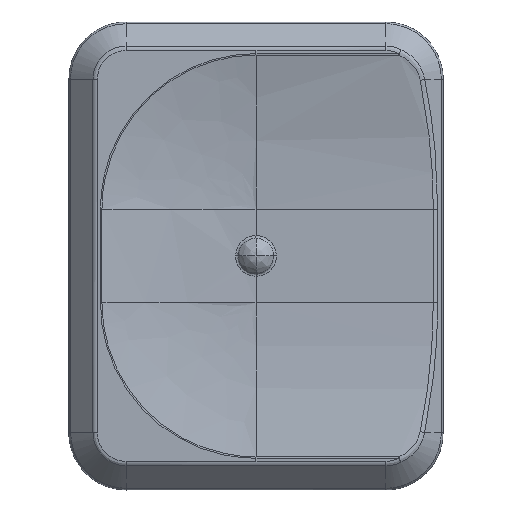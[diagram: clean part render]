
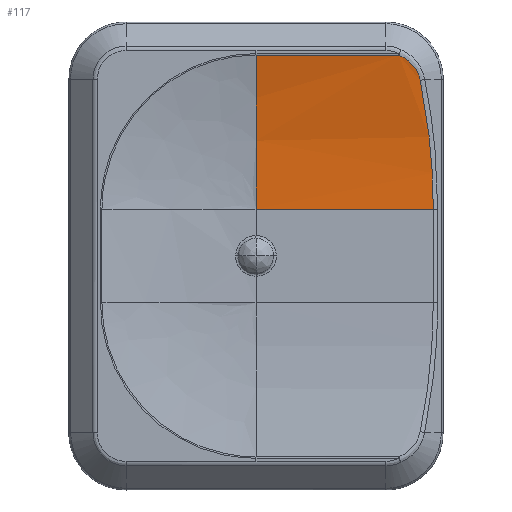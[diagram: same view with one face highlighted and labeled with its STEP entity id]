
A CAD part, top view. The second image highlights one B-rep face of the part: STEP entity #117.
In plain terms, the highlighted free-form (B-spline) face has degree [1, 2] with [2, 3] control points.
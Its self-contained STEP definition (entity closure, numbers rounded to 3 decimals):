
#117=ADVANCED_FACE('',(#225),#1567,.T.);
#225=FACE_OUTER_BOUND('',#336,.T.);
#336=EDGE_LOOP('',(#788,#789,#790,#791,#792));
#788=ORIENTED_EDGE('',*,*,#845,.F.);
#789=ORIENTED_EDGE('',*,*,#847,.F.);
#790=ORIENTED_EDGE('',*,*,#1060,.T.);
#791=ORIENTED_EDGE('',*,*,#944,.F.);
#792=ORIENTED_EDGE('',*,*,#1061,.T.);
#845=EDGE_CURVE('',#1333,#1328,#1215,.T.);
#847=EDGE_CURVE('',#1334,#1333,#1217,.T.);
#944=EDGE_CURVE('',#1412,#1410,#1248,.T.);
#1060=EDGE_CURVE('',#1334,#1410,#1317,.T.);
#1061=EDGE_CURVE('',#1412,#1328,#1318,.T.);
#1215=(
BOUNDED_CURVE()
B_SPLINE_CURVE(3,(#2754,#2755,#2756,#2757,#2758,#2759,#2760),
 .UNSPECIFIED.,.F.,.F.)
B_SPLINE_CURVE_WITH_KNOTS((4,3,4),(0.037,2.19,
6.37),.UNSPECIFIED.)
CURVE()
GEOMETRIC_REPRESENTATION_ITEM()
RATIONAL_B_SPLINE_CURVE((1.,1.,1.,1.,1.,1.,1.))
REPRESENTATION_ITEM('')
);
#1217=(
BOUNDED_CURVE()
B_SPLINE_CURVE(3,(#2768,#2769,#2770,#2771,#2772),.UNSPECIFIED.,.F.,.F.)
B_SPLINE_CURVE_WITH_KNOTS((4,1,4),(0.,0.858,1.719),
 .UNSPECIFIED.)
CURVE()
GEOMETRIC_REPRESENTATION_ITEM()
RATIONAL_B_SPLINE_CURVE((1.,1.,1.,1.,1.))
REPRESENTATION_ITEM('')
);
#1248=(
BOUNDED_CURVE()
B_SPLINE_CURVE(2,(#3114,#3115,#3116),.UNSPECIFIED.,.F.,.F.)
B_SPLINE_CURVE_WITH_KNOTS((3,3),(-7.517,-0.092),
 .UNSPECIFIED.)
CURVE()
GEOMETRIC_REPRESENTATION_ITEM()
RATIONAL_B_SPLINE_CURVE((1.,1.,1.))
REPRESENTATION_ITEM('')
);
#1317=(
BOUNDED_CURVE()
B_SPLINE_CURVE(1,(#3448,#3449),.UNSPECIFIED.,.F.,.F.)
B_SPLINE_CURVE_WITH_KNOTS((2,2),(0.,6.869),.UNSPECIFIED.)
CURVE()
GEOMETRIC_REPRESENTATION_ITEM()
RATIONAL_B_SPLINE_CURVE((1.,1.))
REPRESENTATION_ITEM('')
);
#1318=(
BOUNDED_CURVE()
B_SPLINE_CURVE(1,(#3450,#3451),.UNSPECIFIED.,.F.,.F.)
B_SPLINE_CURVE_WITH_KNOTS((2,2),(0.,8.526),.UNSPECIFIED.)
CURVE()
GEOMETRIC_REPRESENTATION_ITEM()
RATIONAL_B_SPLINE_CURVE((1.,1.))
REPRESENTATION_ITEM('')
);
#1328=VERTEX_POINT('',#2578);
#1333=VERTEX_POINT('',#2583);
#1334=VERTEX_POINT('',#2584);
#1410=VERTEX_POINT('',#2660);
#1412=VERTEX_POINT('',#2662);
#1567=(
BOUNDED_SURFACE()
B_SPLINE_SURFACE(1,2,((#2311,#2312,#2313),(#2314,#2315,#2316)),
 .UNSPECIFIED.,.F.,.F.,.F.)
B_SPLINE_SURFACE_WITH_KNOTS((2,2),(3,3),(0.,15.949),
(-7.517,-0.092),.UNSPECIFIED.)
GEOMETRIC_REPRESENTATION_ITEM()
RATIONAL_B_SPLINE_SURFACE(((1.,1.,1.),(1.,1.,1.)))
REPRESENTATION_ITEM('')
SURFACE()
);
#2311=CARTESIAN_POINT('',(60.051,34.,8.55));
#2312=CARTESIAN_POINT('',(60.051,37.704,8.55));
#2313=CARTESIAN_POINT('',(60.051,41.409,9.442));
#2314=CARTESIAN_POINT('',(76.,34.,8.55));
#2315=CARTESIAN_POINT('',(76.,37.704,8.55));
#2316=CARTESIAN_POINT('',(76.,41.409,9.442));
#2578=CARTESIAN_POINT('',(68.577,34.,8.55));
#2583=CARTESIAN_POINT('',(67.948,40.191,9.173));
#2584=CARTESIAN_POINT('',(66.919,41.409,9.442));
#2660=CARTESIAN_POINT('',(60.051,41.409,9.442));
#2662=CARTESIAN_POINT('',(60.051,34.,8.55));
#2754=CARTESIAN_POINT('',(67.948,40.191,9.173));
#2755=CARTESIAN_POINT('',(68.087,39.506,9.035));
#2756=CARTESIAN_POINT('',(68.205,38.814,8.918));
#2757=CARTESIAN_POINT('',(68.299,38.115,8.825));
#2758=CARTESIAN_POINT('',(68.482,36.759,8.644));
#2759=CARTESIAN_POINT('',(68.577,35.38,8.55));
#2760=CARTESIAN_POINT('',(68.577,34.,8.55));
#2768=CARTESIAN_POINT('',(66.919,41.409,9.442));
#2769=CARTESIAN_POINT('',(67.181,41.306,9.417));
#2770=CARTESIAN_POINT('',(67.646,40.97,9.337));
#2771=CARTESIAN_POINT('',(67.894,40.46,9.227));
#2772=CARTESIAN_POINT('',(67.948,40.191,9.173));
#3114=CARTESIAN_POINT('',(60.051,34.,8.55));
#3115=CARTESIAN_POINT('',(60.051,37.704,8.55));
#3116=CARTESIAN_POINT('',(60.051,41.409,9.442));
#3448=CARTESIAN_POINT('',(66.919,41.409,9.442));
#3449=CARTESIAN_POINT('',(60.051,41.409,9.442));
#3450=CARTESIAN_POINT('',(60.051,34.,8.55));
#3451=CARTESIAN_POINT('',(68.577,34.,8.55));
